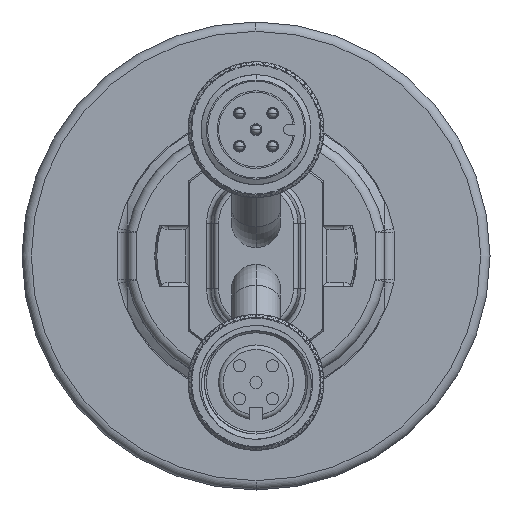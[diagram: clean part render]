
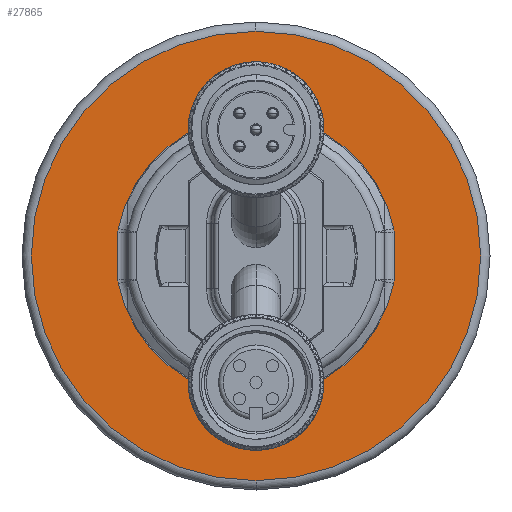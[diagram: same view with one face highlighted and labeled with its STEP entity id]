
A CAD part, front view. The second image highlights one B-rep face of the part: STEP entity #27865.
In plain terms, the highlighted planar face has unit normal (0, -1, 0).
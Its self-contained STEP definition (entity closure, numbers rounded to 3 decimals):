
#6566=CARTESIAN_POINT('',(0.,-3.,0.));
#6567=DIRECTION('',(0.,1.,0.));
#6568=DIRECTION('',(0.,0.,-1.));
#6569=AXIS2_PLACEMENT_3D('',#6566,#6567,#6568);
#6571=CARTESIAN_POINT('',(0.,-3.,0.));
#6572=DIRECTION('',(0.,1.,0.));
#6573=DIRECTION('',(0.,0.,1.));
#6574=AXIS2_PLACEMENT_3D('',#6571,#6572,#6573);
#6576=CARTESIAN_POINT('',(12.75,-3.,2.537));
#6577=DIRECTION('',(0.,1.,0.));
#6578=DIRECTION('',(0.981,0.,0.195));
#6579=AXIS2_PLACEMENT_3D('',#6576,#6577,#6578);
#6581=CARTESIAN_POINT('',(0.,-3.,0.));
#6582=DIRECTION('',(0.,1.,0.));
#6583=DIRECTION('',(-0.981,0.,0.195));
#6584=AXIS2_PLACEMENT_3D('',#6581,#6582,#6583);
#6586=CARTESIAN_POINT('',(-12.75,-3.,2.537));
#6587=DIRECTION('',(0.,1.,0.));
#6588=DIRECTION('',(-1.,0.,0.));
#6589=AXIS2_PLACEMENT_3D('',#6586,#6587,#6588);
#6591=DIRECTION('',(0.,0.,1.));
#6592=VECTOR('',#6591,5.074);
#6593=CARTESIAN_POINT('',(-14.75,-3.,-2.537));
#6594=LINE('',#6593,#6592);
#6595=CARTESIAN_POINT('',(-12.75,-3.,-2.537));
#6596=DIRECTION('',(0.,1.,0.));
#6597=DIRECTION('',(-0.981,0.,-0.195));
#6598=AXIS2_PLACEMENT_3D('',#6595,#6596,#6597);
#6600=CARTESIAN_POINT('',(0.,-3.,0.));
#6601=DIRECTION('',(0.,1.,0.));
#6602=DIRECTION('',(0.981,0.,-0.195));
#6603=AXIS2_PLACEMENT_3D('',#6600,#6601,#6602);
#6605=CARTESIAN_POINT('',(12.75,-3.,-2.537));
#6606=DIRECTION('',(0.,1.,0.));
#6607=DIRECTION('',(1.,0.,0.));
#6608=AXIS2_PLACEMENT_3D('',#6605,#6606,#6607);
#6610=DIRECTION('',(0.,0.,-1.));
#6611=VECTOR('',#6610,5.074);
#6612=CARTESIAN_POINT('',(14.75,-3.,2.537));
#6613=LINE('',#6612,#6611);
#7886=CARTESIAN_POINT('',(0.,-3.,-24.));
#7887=CARTESIAN_POINT('',(0.,-3.,24.));
#7888=VERTEX_POINT('',#7886);
#7889=VERTEX_POINT('',#7887);
#8390=CARTESIAN_POINT('',(14.712,-3.,2.928));
#8391=CARTESIAN_POINT('',(14.75,-3.,2.537));
#8392=VERTEX_POINT('',#8390);
#8393=VERTEX_POINT('',#8391);
#8396=CARTESIAN_POINT('',(14.75,-3.,-2.537));
#8397=VERTEX_POINT('',#8396);
#8400=CARTESIAN_POINT('',(14.712,-3.,-2.928));
#8401=VERTEX_POINT('',#8400);
#8404=CARTESIAN_POINT('',(-14.712,-3.,-2.928));
#8405=VERTEX_POINT('',#8404);
#8408=CARTESIAN_POINT('',(-14.75,-3.,-2.537));
#8409=VERTEX_POINT('',#8408);
#8412=CARTESIAN_POINT('',(-14.75,-3.,2.537));
#8413=VERTEX_POINT('',#8412);
#8416=CARTESIAN_POINT('',(-14.712,-3.,2.928));
#8417=VERTEX_POINT('',#8416);
#27844=CARTESIAN_POINT('',(0.,-3.,0.));
#27845=DIRECTION('',(0.,-1.,0.));
#27846=DIRECTION('',(0.,0.,1.));
#27847=AXIS2_PLACEMENT_3D('',#27844,#27845,#27846);
#27848=PLANE('',#27847);
#27850=ORIENTED_EDGE('',*,*,#27849,.T.);
#27852=ORIENTED_EDGE('',*,*,#27851,.T.);
#27853=EDGE_LOOP('',(#27850,#27852));
#27854=FACE_OUTER_BOUND('',#27853,.F.);
#27855=ORIENTED_EDGE('',*,*,#27772,.F.);
#27856=ORIENTED_EDGE('',*,*,#27798,.F.);
#27857=ORIENTED_EDGE('',*,*,#27813,.F.);
#27858=ORIENTED_EDGE('',*,*,#27838,.F.);
#27859=ORIENTED_EDGE('',*,*,#27701,.F.);
#27860=ORIENTED_EDGE('',*,*,#27716,.F.);
#27861=ORIENTED_EDGE('',*,*,#27731,.F.);
#27862=ORIENTED_EDGE('',*,*,#27757,.F.);
#27863=EDGE_LOOP('',(#27855,#27856,#27857,#27858,#27859,#27860,#27861,#27862));
#27864=FACE_BOUND('',#27863,.F.);
#27865=ADVANCED_FACE('',(#27854,#27864),#27848,.T.);
#6570=CIRCLE('',#6569,24.);
#6575=CIRCLE('',#6574,24.);
#6580=CIRCLE('',#6579,2.);
#6585=CIRCLE('',#6584,15.);
#6590=CIRCLE('',#6589,2.);
#6599=CIRCLE('',#6598,2.);
#6604=CIRCLE('',#6603,15.);
#6609=CIRCLE('',#6608,2.);
#27701=EDGE_CURVE('',#8405,#8409,#6599,.T.);
#27716=EDGE_CURVE('',#8401,#8405,#6604,.T.);
#27731=EDGE_CURVE('',#8397,#8401,#6609,.T.);
#27757=EDGE_CURVE('',#8393,#8397,#6613,.T.);
#27772=EDGE_CURVE('',#8392,#8393,#6580,.T.);
#27798=EDGE_CURVE('',#8417,#8392,#6585,.T.);
#27813=EDGE_CURVE('',#8413,#8417,#6590,.T.);
#27838=EDGE_CURVE('',#8409,#8413,#6594,.T.);
#27849=EDGE_CURVE('',#7888,#7889,#6570,.T.);
#27851=EDGE_CURVE('',#7889,#7888,#6575,.T.);
